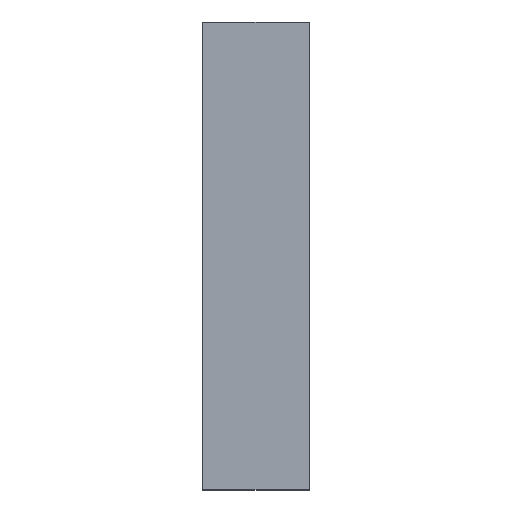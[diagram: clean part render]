
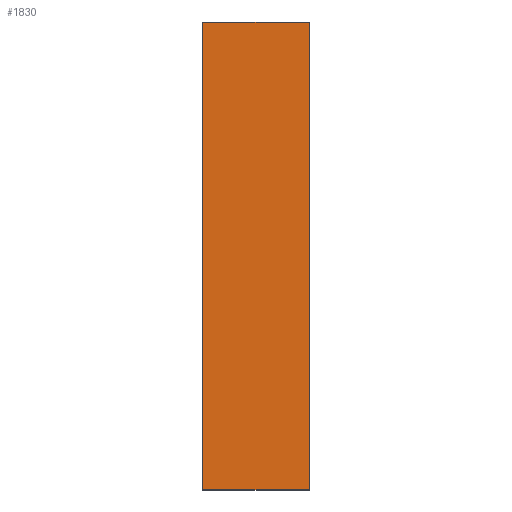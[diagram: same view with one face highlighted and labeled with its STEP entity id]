
A CAD part, top view. The second image highlights one B-rep face of the part: STEP entity #1830.
In plain terms, the highlighted face is planar.
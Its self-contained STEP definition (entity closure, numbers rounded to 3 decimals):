
#200=CARTESIAN_POINT('',(35.,70.5,42.));
#210=VERTEX_POINT('',#200);
#240=CARTESIAN_POINT('',(35.,70.5,0.));
#250=DIRECTION('',(0.,0.,-1.));
#260=VECTOR('',#250,1.);
#270=LINE('',#240,#260);
#280=CARTESIAN_POINT('',(35.,70.5,26.));
#290=VERTEX_POINT('',#280);
#300=EDGE_CURVE('',#210,#290,#270,.T.);
#920=CARTESIAN_POINT('',(0.,70.5,26.));
#930=DIRECTION('',(1.,0.,0.));
#940=VECTOR('',#930,1.);
#950=LINE('',#920,#940);
#960=CARTESIAN_POINT('',(-35.,70.5,26.));
#970=VERTEX_POINT('',#960);
#980=EDGE_CURVE('',#970,#290,#950,.T.);
#1220=CARTESIAN_POINT('',(-35.,70.5,0.));
#1230=DIRECTION('',(0.,0.,-1.));
#1240=VECTOR('',#1230,1.);
#1250=LINE('',#1220,#1240);
#1260=CARTESIAN_POINT('',(-35.,70.5,42.));
#1270=VERTEX_POINT('',#1260);
#1280=EDGE_CURVE('',#1270,#970,#1250,.T.);
#1540=CARTESIAN_POINT('',(0.,70.5,42.));
#1550=DIRECTION('',(1.,0.,0.));
#1560=VECTOR('',#1550,1.);
#1570=LINE('',#1540,#1560);
#1580=EDGE_CURVE('',#1270,#210,#1570,.T.);
#1720=CARTESIAN_POINT('',(0.,70.5,26.));
#1730=DIRECTION('',(0.,1.,0.));
#1740=DIRECTION('',(0.,0.,1.));
#1750=AXIS2_PLACEMENT_3D('',#1720,#1730,#1740);
#1760=PLANE('',#1750);
#1770=ORIENTED_EDGE('',*,*,#300,.T.);
#1780=ORIENTED_EDGE('',*,*,#1580,.T.);
#1790=ORIENTED_EDGE('',*,*,#1280,.F.);
#1800=ORIENTED_EDGE('',*,*,#980,.F.);
#1810=EDGE_LOOP('',(#1800,#1790,#1780,#1770));
#1820=FACE_OUTER_BOUND('',#1810,.T.);
#1830=ADVANCED_FACE('',(#1820),#1760,.T.);
